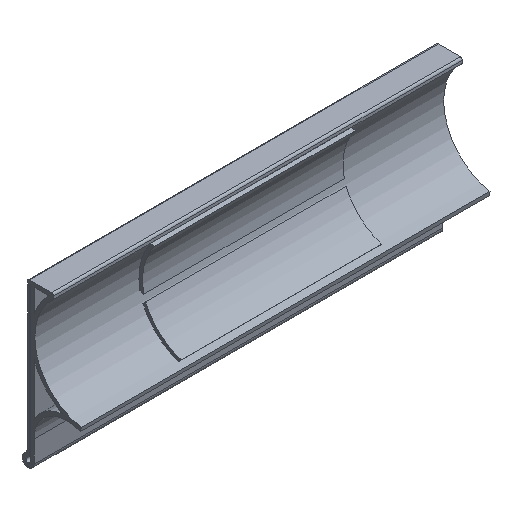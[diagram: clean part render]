
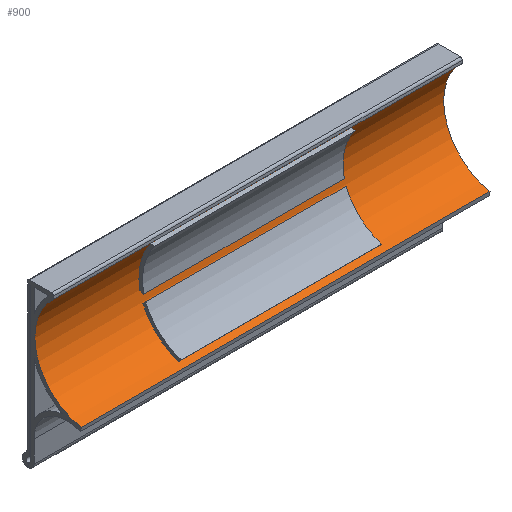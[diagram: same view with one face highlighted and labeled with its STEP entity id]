
A CAD part, isometric view. The second image highlights one B-rep face of the part: STEP entity #900.
In plain terms, the highlighted cylindrical face has radius 14 mm (diameter 28 mm), a partial arc.
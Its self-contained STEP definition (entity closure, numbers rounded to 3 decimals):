
#62=FACE_OUTER_BOUND('',#117,.T.);
#117=EDGE_LOOP('',(#675,#676,#677,#678));
#192=LINE('',#1462,#280);
#193=LINE('',#1463,#281);
#280=VECTOR('',#1164,1000.);
#281=VECTOR('',#1165,1000.);
#341=CIRCLE('',#973,14.);
#354=CIRCLE('',#988,14.);
#395=VERTEX_POINT('',#1376);
#396=VERTEX_POINT('',#1378);
#415=VERTEX_POINT('',#1420);
#416=VERTEX_POINT('',#1422);
#486=EDGE_CURVE('',#395,#396,#341,.T.);
#508=EDGE_CURVE('',#416,#415,#354,.T.);
#529=EDGE_CURVE('',#416,#395,#192,.T.);
#530=EDGE_CURVE('',#396,#415,#193,.T.);
#675=ORIENTED_EDGE('',*,*,#529,.F.);
#676=ORIENTED_EDGE('',*,*,#508,.T.);
#677=ORIENTED_EDGE('',*,*,#530,.F.);
#678=ORIENTED_EDGE('',*,*,#486,.F.);
#877=CYLINDRICAL_SURFACE('',#999,14.);
#900=ADVANCED_FACE('',(#62),#877,.F.);
#973=AXIS2_PLACEMENT_3D('',#1379,#1089,#1090);
#988=AXIS2_PLACEMENT_3D('',#1423,#1128,#1129);
#999=AXIS2_PLACEMENT_3D('',#1461,#1162,#1163);
#1089=DIRECTION('center_axis',(1.,0.,0.));
#1090=DIRECTION('ref_axis',(0.,0.,1.));
#1128=DIRECTION('center_axis',(1.,0.,0.));
#1129=DIRECTION('ref_axis',(0.,0.,1.));
#1162=DIRECTION('center_axis',(-1.,0.,0.));
#1163=DIRECTION('ref_axis',(0.,0.,1.));
#1164=DIRECTION('',(-1.,0.,0.));
#1165=DIRECTION('',(1.,0.,0.));
#1376=CARTESIAN_POINT('',(-51.,2.431,-13.787));
#1378=CARTESIAN_POINT('',(-51.,9.368,10.404));
#1379=CARTESIAN_POINT('Origin',(-51.,0.,0.));
#1420=CARTESIAN_POINT('',(51.,9.368,10.404));
#1422=CARTESIAN_POINT('',(51.,2.431,-13.787));
#1423=CARTESIAN_POINT('Origin',(51.,0.,0.));
#1461=CARTESIAN_POINT('Origin',(51.,0.,0.));
#1462=CARTESIAN_POINT('',(51.,2.431,-13.787));
#1463=CARTESIAN_POINT('',(51.,9.368,10.404));
